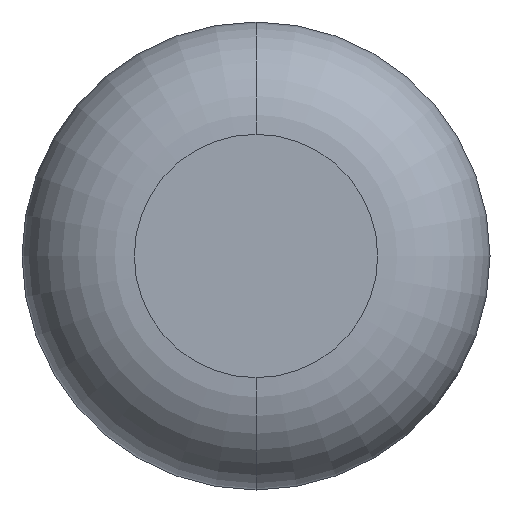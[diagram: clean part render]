
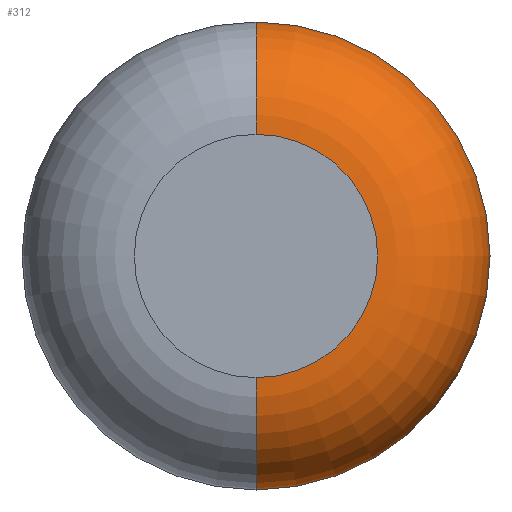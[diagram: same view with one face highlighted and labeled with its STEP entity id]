
A CAD part, front view. The second image highlights one B-rep face of the part: STEP entity #312.
In plain terms, the highlighted toroidal (fillet/blend) face has major radius 2.477 mm and minor radius 2.286 mm.
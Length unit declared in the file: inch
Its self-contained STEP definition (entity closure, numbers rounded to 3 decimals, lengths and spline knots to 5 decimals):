
#6 = ORIENTED_EDGE ( 'NONE', *, *, #233, .T. ) ;
#8 = DIRECTION ( 'NONE',  ( 0., 0., -1. ) ) ;
#11 = CARTESIAN_POINT ( 'NONE',  ( 0., 0., -0.0975 ) ) ;
#13 = DIRECTION ( 'NONE',  ( 0., 0., -1. ) ) ;
#22 = DIRECTION ( 'NONE',  ( 0., 0., 1. ) ) ;
#50 = DIRECTION ( 'NONE',  ( 0., 0., -1. ) ) ;
#61 = CARTESIAN_POINT ( 'NONE',  ( 0., 0.09, -0.1875 ) ) ;
#76 = EDGE_LOOP ( 'NONE', ( #6, #173, #372, #382 ) ) ;
#78 = EDGE_CURVE ( 'NONE', #136, #252, #242, .T. ) ;
#81 = CARTESIAN_POINT ( 'NONE',  ( 0., 0.09, 0.1875 ) ) ;
#91 = AXIS2_PLACEMENT_3D ( 'NONE', #133, #253, #8 ) ;
#116 = TOROIDAL_SURFACE ( 'NONE', #91, 0.0975, 0.09 ) ;
#133 = CARTESIAN_POINT ( 'NONE',  ( 0., 0.09, 0. ) ) ;
#136 = VERTEX_POINT ( 'NONE', #61 ) ;
#137 = CARTESIAN_POINT ( 'NONE',  ( 0., 0., 0.0975 ) ) ;
#151 = CIRCLE ( 'NONE', #198, 0.1875 ) ;
#166 = CARTESIAN_POINT ( 'NONE',  ( 0., 0., 0. ) ) ;
#167 = EDGE_CURVE ( 'NONE', #252, #262, #297, .T. ) ;
#173 = ORIENTED_EDGE ( 'NONE', *, *, #339, .T. ) ;
#183 = CARTESIAN_POINT ( 'NONE',  ( 0., 0.09, 0.0975 ) ) ;
#193 = AXIS2_PLACEMENT_3D ( 'NONE', #183, #391, #237 ) ;
#198 = AXIS2_PLACEMENT_3D ( 'NONE', #291, #231, #50 ) ;
#231 = DIRECTION ( 'NONE',  ( 0., -1., 0. ) ) ;
#233 = EDGE_CURVE ( 'NONE', #136, #298, #151, .T. ) ;
#237 = DIRECTION ( 'NONE',  ( 0., 0., -1. ) ) ;
#238 = DIRECTION ( 'NONE',  ( -1., 0., 0. ) ) ;
#242 = CIRCLE ( 'NONE', #374, 0.09 ) ;
#252 = VERTEX_POINT ( 'NONE', #11 ) ;
#253 = DIRECTION ( 'NONE',  ( 0., -1., 0. ) ) ;
#255 = DIRECTION ( 'NONE',  ( 0., -1., 0. ) ) ;
#262 = VERTEX_POINT ( 'NONE', #137 ) ;
#274 = CARTESIAN_POINT ( 'NONE',  ( 0., 0.09, -0.0975 ) ) ;
#291 = CARTESIAN_POINT ( 'NONE',  ( 0., 0.09, 0. ) ) ;
#297 = CIRCLE ( 'NONE', #307, 0.0975 ) ;
#298 = VERTEX_POINT ( 'NONE', #81 ) ;
#307 = AXIS2_PLACEMENT_3D ( 'NONE', #166, #255, #13 ) ;
#312 = ADVANCED_FACE ( 'NONE', ( #328 ), #116, .T. ) ;
#328 = FACE_OUTER_BOUND ( 'NONE', #76, .T. ) ;
#339 = EDGE_CURVE ( 'NONE', #298, #262, #365, .T. ) ;
#365 = CIRCLE ( 'NONE', #193, 0.09 ) ;
#372 = ORIENTED_EDGE ( 'NONE', *, *, #167, .F. ) ;
#374 = AXIS2_PLACEMENT_3D ( 'NONE', #274, #238, #22 ) ;
#382 = ORIENTED_EDGE ( 'NONE', *, *, #78, .F. ) ;
#391 = DIRECTION ( 'NONE',  ( 1., 0., 0. ) ) ;
